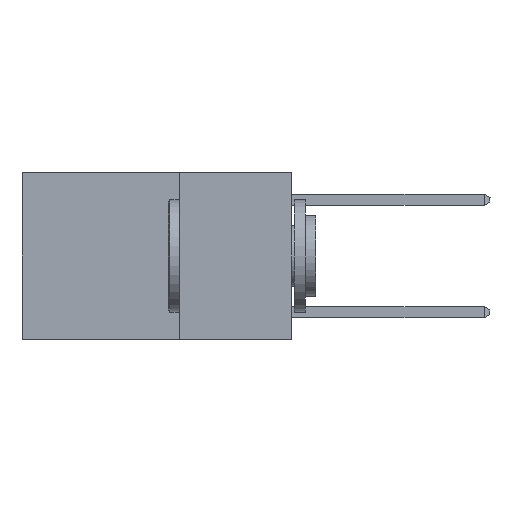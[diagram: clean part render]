
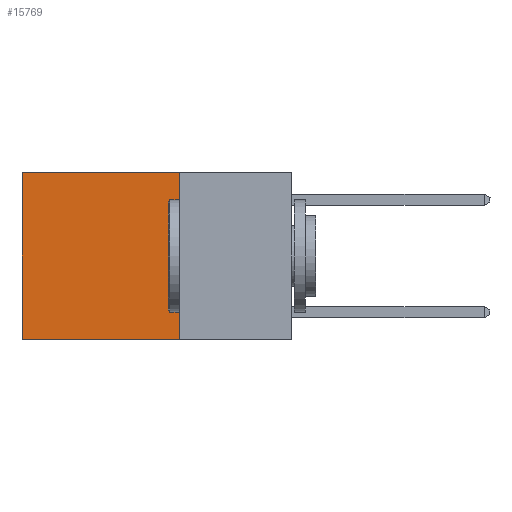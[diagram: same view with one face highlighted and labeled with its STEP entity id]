
A CAD part, left-side view. The second image highlights one B-rep face of the part: STEP entity #15769.
In plain terms, the highlighted planar face has unit normal (-1, 0, 0).
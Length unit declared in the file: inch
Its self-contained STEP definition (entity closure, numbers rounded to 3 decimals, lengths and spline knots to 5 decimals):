
#692 = VECTOR ( 'NONE', #22123, 39.37008 ) ;
#2403 = CARTESIAN_POINT ( 'NONE',  ( 0.2625, 0.25, -0.37 ) ) ;
#2938 = VECTOR ( 'NONE', #9129, 39.37008 ) ;
#3227 = PLANE ( 'NONE',  #16083 ) ;
#4209 = VERTEX_POINT ( 'NONE', #8637 ) ;
#4894 = EDGE_LOOP ( 'NONE', ( #14237, #18071, #21339, #15480 ) ) ;
#5176 = VERTEX_POINT ( 'NONE', #11843 ) ;
#5243 = EDGE_CURVE ( 'NONE', #11917, #16670, #5627, .T. ) ;
#5593 = CARTESIAN_POINT ( 'NONE',  ( 0.2625, 0.6, -0.37 ) ) ;
#5627 = LINE ( 'NONE', #14425, #2938 ) ;
#8008 = CARTESIAN_POINT ( 'NONE',  ( 0.2625, 0.25, 0. ) ) ;
#8029 = VECTOR ( 'NONE', #20020, 39.37008 ) ;
#8637 = CARTESIAN_POINT ( 'NONE',  ( 0.2625, 0.6, 0. ) ) ;
#9129 = DIRECTION ( 'NONE',  ( 0., 1., 0. ) ) ;
#9989 = EDGE_CURVE ( 'NONE', #4209, #16670, #13452, .T. ) ;
#11580 = LINE ( 'NONE', #21940, #17202 ) ;
#11843 = CARTESIAN_POINT ( 'NONE',  ( 0.2625, 0.25, 0. ) ) ;
#11875 = LINE ( 'NONE', #8008, #692 ) ;
#11917 = VERTEX_POINT ( 'NONE', #2403 ) ;
#11942 = CARTESIAN_POINT ( 'NONE',  ( 0.2625, 0.25, 0. ) ) ;
#13452 = LINE ( 'NONE', #22154, #8029 ) ;
#14237 = ORIENTED_EDGE ( 'NONE', *, *, #9989, .T. ) ;
#14425 = CARTESIAN_POINT ( 'NONE',  ( 0.2625, 0.25, -0.37 ) ) ;
#15301 = DIRECTION ( 'NONE',  ( 0., 0., -1. ) ) ;
#15480 = ORIENTED_EDGE ( 'NONE', *, *, #16753, .T. ) ;
#15769 = ADVANCED_FACE ( 'NONE', ( #16880 ), #3227, .F. ) ;
#16083 = AXIS2_PLACEMENT_3D ( 'NONE', #11942, #22205, #15301 ) ;
#16670 = VERTEX_POINT ( 'NONE', #5593 ) ;
#16753 = EDGE_CURVE ( 'NONE', #5176, #4209, #11580, .T. ) ;
#16880 = FACE_OUTER_BOUND ( 'NONE', #4894, .T. ) ;
#17202 = VECTOR ( 'NONE', #21716, 39.37008 ) ;
#18071 = ORIENTED_EDGE ( 'NONE', *, *, #5243, .F. ) ;
#20020 = DIRECTION ( 'NONE',  ( 0., 0., -1. ) ) ;
#20438 = EDGE_CURVE ( 'NONE', #5176, #11917, #11875, .T. ) ;
#21339 = ORIENTED_EDGE ( 'NONE', *, *, #20438, .F. ) ;
#21716 = DIRECTION ( 'NONE',  ( 0., 1., 0. ) ) ;
#21940 = CARTESIAN_POINT ( 'NONE',  ( 0.2625, 0.25, 0. ) ) ;
#22123 = DIRECTION ( 'NONE',  ( 0., 0., -1. ) ) ;
#22154 = CARTESIAN_POINT ( 'NONE',  ( 0.2625, 0.6, 0. ) ) ;
#22205 = DIRECTION ( 'NONE',  ( 1., 0., 0. ) ) ;
